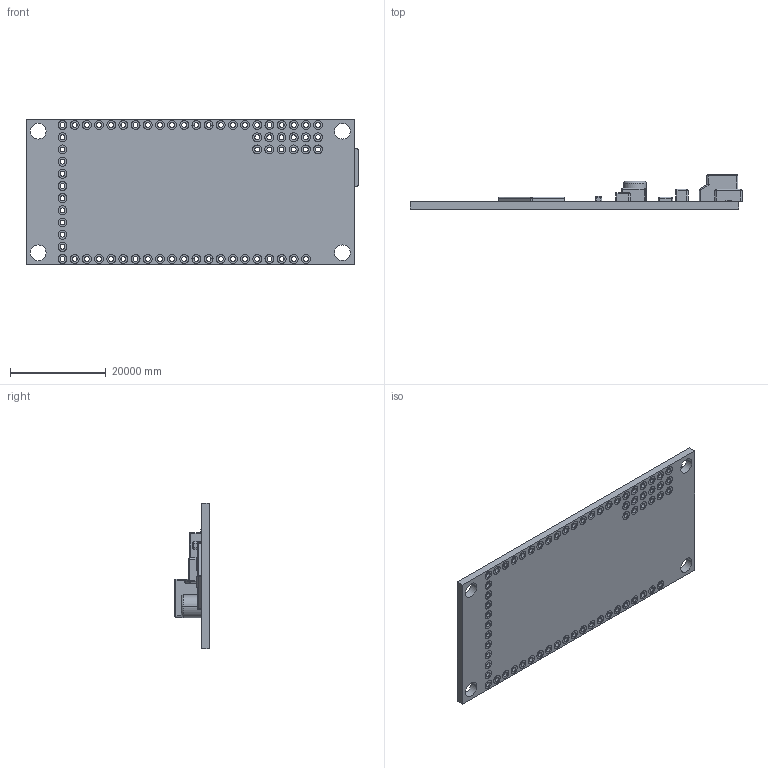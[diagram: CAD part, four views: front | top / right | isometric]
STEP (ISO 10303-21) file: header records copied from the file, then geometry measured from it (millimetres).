
FILE_DESCRIPTION((''),'2;1');
FILE_NAME('IOIO-SCALED','2013-04-22T',('paul.smith'),(''),'PRO/ENGINEER BY PARAMETRIC TECHNOLOGY CORPORATION, 2012060','PRO/ENGINEER BY PARAMETRIC TECHNOLOGY CORPORATION, 2012060','');
FILE_SCHEMA(('CONFIG_CONTROL_DESIGN'));
Length unit declared in the file: metre
Products named in the file (1): IOIO-SCALED
Bounding box: 69278.5 x 7226.3 x 30458.7 mm (x, y, z)
Volume: 3705692278140.7 mm3; surface area: 5404651958.5 mm2
Topology: 1 solids, 1 shells, 735 faces, 1650 edges, 1058 vertices
Faces by surface type: cylinder 482, plane 211, sphere 40, torus 2
Entity records: 21122 total; most frequent: DIRECTION 4078, CARTESIAN_POINT 3465, ORIENTED_EDGE 3300, AXIS2_PLACEMENT_3D 1701, EDGE_CURVE 1650, VERTEX_POINT 1058, EDGE_LOOP 1014, CIRCLE 966
